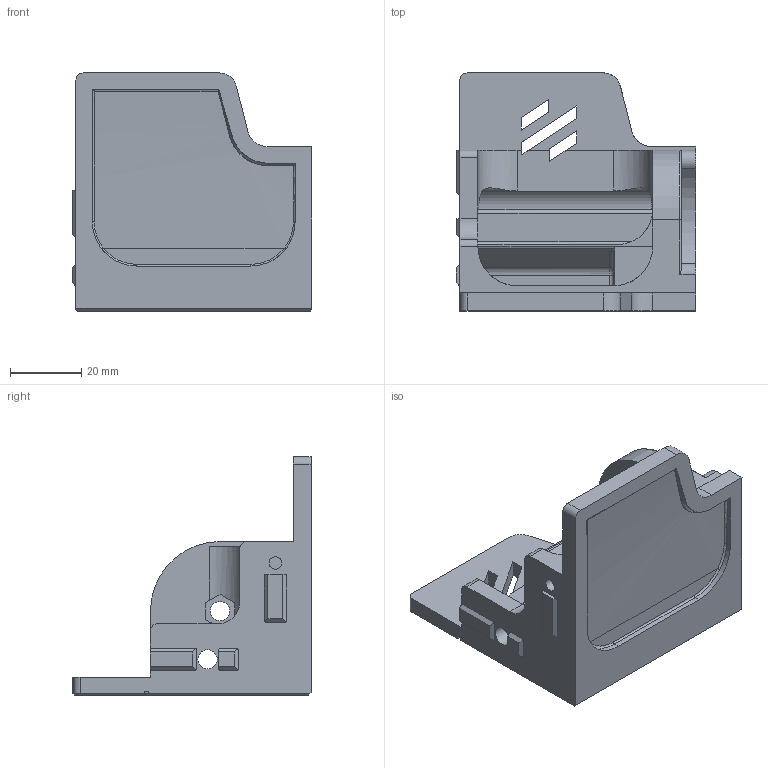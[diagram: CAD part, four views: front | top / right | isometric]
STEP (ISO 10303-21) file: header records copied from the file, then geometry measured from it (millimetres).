
FILE_DESCRIPTION(/* description */ (''),/* implementation_level */ '2;1');
FILE_NAME(/* name */ 'Foot_B.step',/* time_stamp */ '2024-06-12T18:46:24+02:00',/* author */ (''),/* organization */ (''),/* preprocessor_version */ 'ST-DEVELOPER v20',/* originating_system */ 'Autodesk Translation Framework v13.14.0.145',/* authorisation */ '');
FILE_SCHEMA (('AUTOMOTIVE_DESIGN { 1 0 10303 214 3 1 1 }'));
Length unit declared in the file: millimetre
Products named in the file (1): (Nicht gespeichert)
Bounding box: 67 x 66.7 x 66.7 mm (x, y, z)
Volume: 72763.6 mm3; surface area: 26977.7 mm2
Topology: 1 solids, 3 shells, 239 faces, 637 edges, 404 vertices
Faces by surface type: plane 140, cylinder 69, bspline 13, cone 11, torus 6
Full cylindrical faces by diameter (mm): 2.8 x2, 3.5 x1, 5.4 x3, 5.5 x1, 11 x1
Entity records: 8724 total; most frequent: CARTESIAN_POINT 2718, ORIENTED_EDGE 1268, DIRECTION 1221, EDGE_CURVE 634, LINE 409, VECTOR 409, AXIS2_PLACEMENT_3D 406, VERTEX_POINT 404
